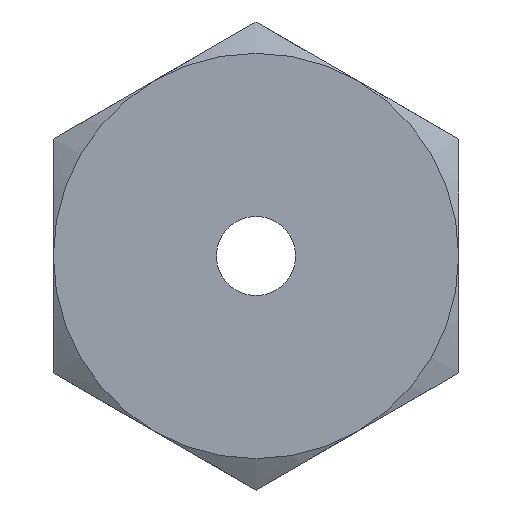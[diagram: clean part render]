
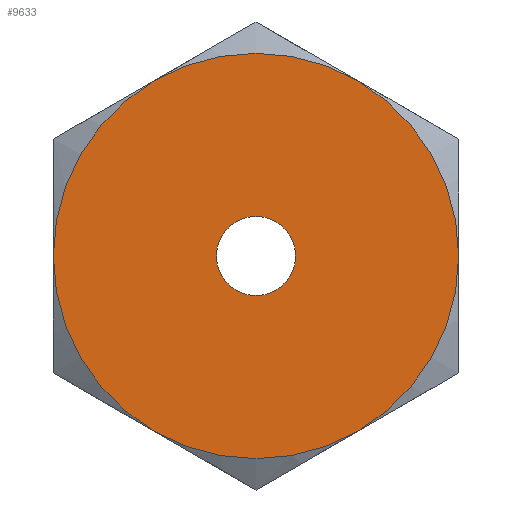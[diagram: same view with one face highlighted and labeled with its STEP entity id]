
A CAD part, left-side view. The second image highlights one B-rep face of the part: STEP entity #9633.
In plain terms, the highlighted planar face has unit normal (-1, 0, 0).
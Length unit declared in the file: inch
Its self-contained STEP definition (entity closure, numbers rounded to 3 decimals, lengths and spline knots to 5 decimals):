
#3953=CARTESIAN_POINT('',(-0.055,0.04613,
-0.07989));
#3967=CARTESIAN_POINT('',(-0.055,0.09225,
0.));
#3995=CARTESIAN_POINT('',(-0.055,0.04612,
0.07989));
#4009=CARTESIAN_POINT('',(-0.055,0.,0.));
#4010=DIRECTION('',(-1.,0.,0.));
#4011=DIRECTION('',(0.,1.,0.));
#4012=AXIS2_PLACEMENT_3D('',#4009,#4010,#4011);
#4014=CARTESIAN_POINT('',(-0.055,0.,0.));
#4015=DIRECTION('',(-1.,0.,0.));
#4016=DIRECTION('',(0.,0.5,0.866));
#4017=AXIS2_PLACEMENT_3D('',#4014,#4015,#4016);
#4019=CARTESIAN_POINT('',(-0.055,0.,0.));
#4020=DIRECTION('',(-1.,0.,0.));
#4021=DIRECTION('',(0.,-0.5,0.866));
#4022=AXIS2_PLACEMENT_3D('',#4019,#4020,#4021);
#4024=CARTESIAN_POINT('',(-0.055,0.,0.));
#4025=DIRECTION('',(-1.,0.,0.));
#4026=DIRECTION('',(0.,-1.,0.));
#4027=AXIS2_PLACEMENT_3D('',#4024,#4025,#4026);
#4029=CARTESIAN_POINT('',(-0.055,0.,0.));
#4030=DIRECTION('',(-1.,0.,0.));
#4031=DIRECTION('',(0.,-0.5,-0.866));
#4032=AXIS2_PLACEMENT_3D('',#4029,#4030,#4031);
#4034=CARTESIAN_POINT('',(-0.055,0.,0.));
#4035=DIRECTION('',(-1.,0.,0.));
#4036=DIRECTION('',(0.,0.5,-0.866));
#4037=AXIS2_PLACEMENT_3D('',#4034,#4035,#4036);
#4039=CARTESIAN_POINT('',(-0.055,0.,0.));
#4040=DIRECTION('',(1.,0.,0.));
#4041=DIRECTION('',(0.,-1.,0.));
#4042=AXIS2_PLACEMENT_3D('',#4039,#4040,#4041);
#4044=CARTESIAN_POINT('',(-0.055,0.,0.));
#4045=DIRECTION('',(1.,0.,0.));
#4046=DIRECTION('',(0.,1.,0.));
#4047=AXIS2_PLACEMENT_3D('',#4044,#4045,#4046);
#4063=CARTESIAN_POINT('',(-0.055,-0.04613,
0.07989));
#4084=CARTESIAN_POINT('',(-0.055,-0.09225,
0.));
#4105=CARTESIAN_POINT('',(-0.055,-0.04612,
-0.07989));
#4312=VERTEX_POINT('',#3953);
#4314=VERTEX_POINT('',#3967);
#4317=VERTEX_POINT('',#3995);
#4319=VERTEX_POINT('',#4063);
#4321=VERTEX_POINT('',#4084);
#4322=VERTEX_POINT('',#4105);
#4327=CARTESIAN_POINT('',(-0.055,-0.018,0.));
#4328=CARTESIAN_POINT('',(-0.055,0.018,0.));
#4329=VERTEX_POINT('',#4327);
#4330=VERTEX_POINT('',#4328);
#9614=CARTESIAN_POINT('',(-0.055,0.,0.));
#9615=DIRECTION('',(1.,0.,0.));
#9616=DIRECTION('',(0.,1.,0.));
#9617=AXIS2_PLACEMENT_3D('',#9614,#9615,#9616);
#9618=PLANE('',#9617);
#9619=ORIENTED_EDGE('',*,*,#9512,.F.);
#9620=ORIENTED_EDGE('',*,*,#9582,.F.);
#9621=ORIENTED_EDGE('',*,*,#9595,.F.);
#9622=ORIENTED_EDGE('',*,*,#9609,.F.);
#9623=ORIENTED_EDGE('',*,*,#9539,.F.);
#9624=ORIENTED_EDGE('',*,*,#9523,.F.);
#9625=EDGE_LOOP('',(#9619,#9620,#9621,#9622,#9623,#9624));
#9626=FACE_OUTER_BOUND('',#9625,.F.);
#9628=ORIENTED_EDGE('',*,*,#9627,.F.);
#9630=ORIENTED_EDGE('',*,*,#9629,.F.);
#9631=EDGE_LOOP('',(#9628,#9630));
#9632=FACE_BOUND('',#9631,.F.);
#4013=CIRCLE('',#4012,0.09225);
#4018=CIRCLE('',#4017,0.09225);
#4023=CIRCLE('',#4022,0.09225);
#4028=CIRCLE('',#4027,0.09225);
#4033=CIRCLE('',#4032,0.09225);
#4038=CIRCLE('',#4037,0.09225);
#4043=CIRCLE('',#4042,0.018);
#4048=CIRCLE('',#4047,0.018);
#9512=EDGE_CURVE('',#4314,#4312,#4013,.T.);
#9523=EDGE_CURVE('',#4312,#4322,#4038,.T.);
#9539=EDGE_CURVE('',#4322,#4321,#4033,.T.);
#9582=EDGE_CURVE('',#4317,#4314,#4018,.T.);
#9595=EDGE_CURVE('',#4319,#4317,#4023,.T.);
#9609=EDGE_CURVE('',#4321,#4319,#4028,.T.);
#9627=EDGE_CURVE('',#4329,#4330,#4043,.T.);
#9629=EDGE_CURVE('',#4330,#4329,#4048,.T.);
#9633=ADVANCED_FACE('',(#9626,#9632),#9618,.F.);
